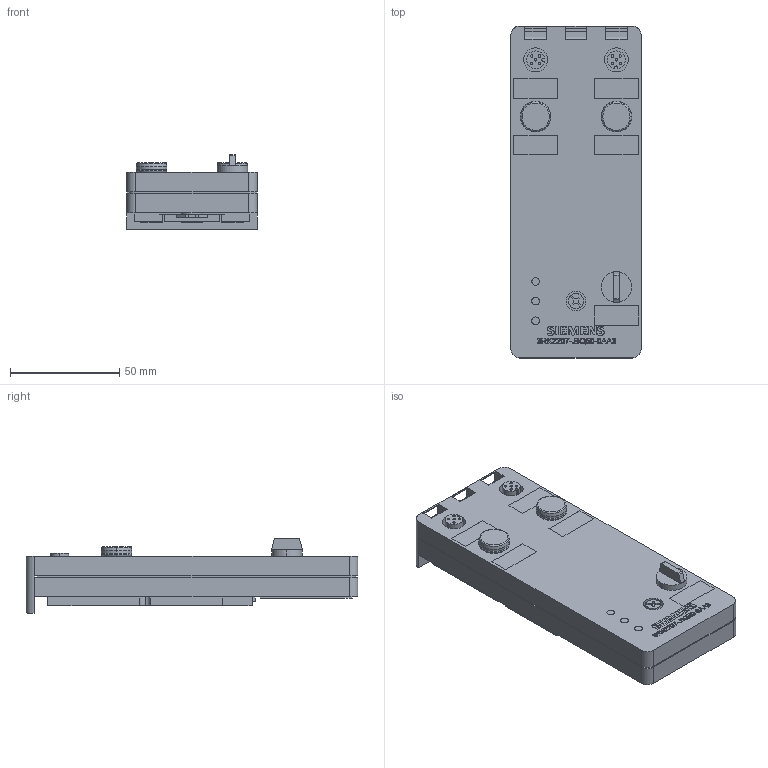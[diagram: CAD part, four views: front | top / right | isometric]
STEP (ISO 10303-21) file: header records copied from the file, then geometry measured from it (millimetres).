
FILE_DESCRIPTION(('STEP AP214'),'1');
FILE_NAME('cctmp_BB1B56C6-19B9-4AE7-9CD7-A50AA7137EBA_2023_07_21_09_51_18_0268..stp','2023-07-21T07:51:19',('SIEMENS A&D'),('CADClick - www.CADClick.com'),'Spatial InterOp 3D postprocessed',' ','unknown authorization');
FILE_SCHEMA(('AUTOMOTIVE_DESIGN'));
Length unit declared in the file: millimetre
Products named in the file (1): 2023_07_21_09_51_18_0221
Bounding box: 59.6 x 152 x 34 mm (x, y, z)
Volume: 184935.8 mm3; surface area: 33192.3 mm2
Topology: 1 solids, 1 shells, 693 faces, 1810 edges, 1196 vertices
Faces by surface type: plane 417, bspline 146, cylinder 114, torus 12, cone 4
Entity records: 31006 total; most frequent: CARTESIAN_POINT 12534, ORIENTED_EDGE 3620, DIRECTION 2890, EDGE_CURVE 1810, LINE 1238, VECTOR 1238, VERTEX_POINT 1196, AXIS2_PLACEMENT_3D 826
